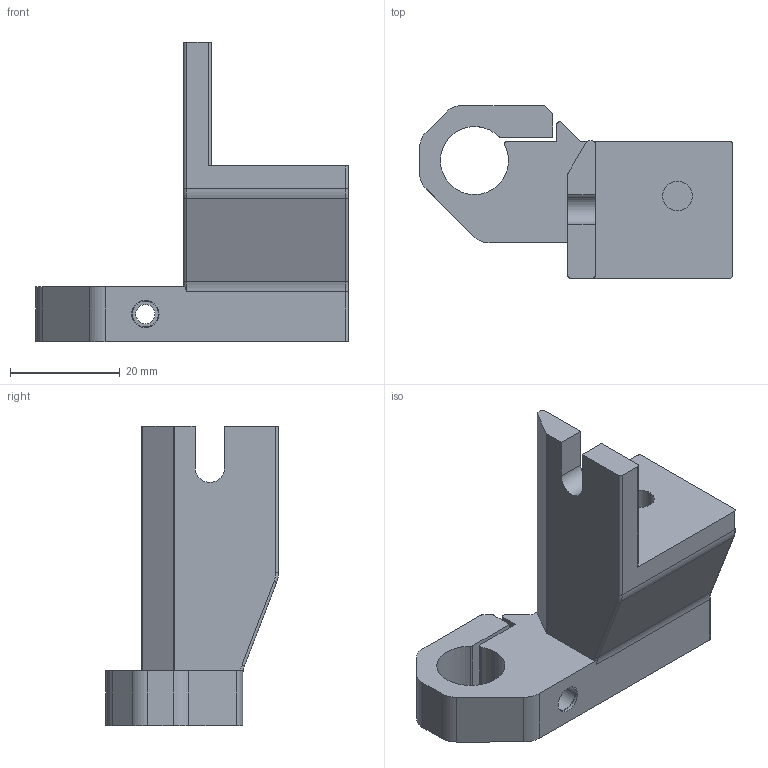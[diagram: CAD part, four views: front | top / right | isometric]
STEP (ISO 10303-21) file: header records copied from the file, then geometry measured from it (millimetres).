
FILE_DESCRIPTION (( 'STEP AP214' ), '1' );
FILE_NAME ('Z_Axis_Linear_Rail_Bracket_-_Double_Z_-_Left_1.1.STEP', '2017-06-06T06:24:51', ( '' ), ( '' ), 'SwSTEP 2.0', 'SolidWorks 2014', '' );
FILE_SCHEMA (( 'AUTOMOTIVE_DESIGN' ));
Length unit declared in the file: millimetre
Products named in the file (1): Z_Axis_Linear_Rail_Bracket_-_Double_Z_-_Left_1.1
Bounding box: 57 x 31.5 x 54.5 mm (x, y, z)
Volume: 24330.4 mm3; surface area: 9093.5 mm2
Topology: 1 solids, 1 shells, 72 faces, 191 edges, 125 vertices
Faces by surface type: cylinder 39, plane 29, torus 4
Entity records: 2305 total; most frequent: DIRECTION 417, CARTESIAN_POINT 395, ORIENTED_EDGE 382, EDGE_CURVE 191, AXIS2_PLACEMENT_3D 155, VERTEX_POINT 125, LINE 107, VECTOR 107
